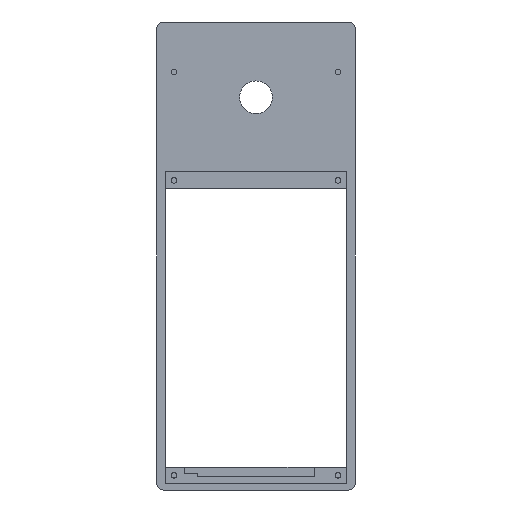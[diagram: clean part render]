
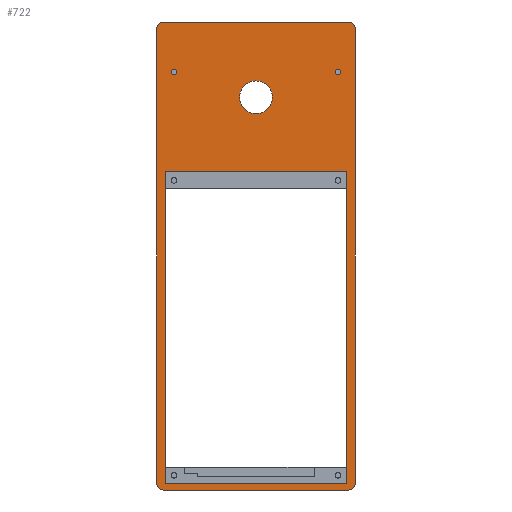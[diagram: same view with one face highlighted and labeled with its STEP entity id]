
A CAD part, front view. The second image highlights one B-rep face of the part: STEP entity #722.
In plain terms, the highlighted planar face has unit normal (0, -1, 0).
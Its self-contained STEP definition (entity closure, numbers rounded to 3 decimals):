
#36=FACE_BOUND('',#147,.T.);
#37=FACE_BOUND('',#148,.T.);
#38=FACE_BOUND('',#149,.T.);
#39=FACE_BOUND('',#150,.T.);
#46=CIRCLE('',#767,0.875);
#48=CIRCLE('',#771,0.875);
#62=CIRCLE('',#793,2.);
#63=CIRCLE('',#797,2.);
#64=CIRCLE('',#799,2.);
#65=CIRCLE('',#801,2.);
#66=CIRCLE('',#804,5.);
#99=FACE_OUTER_BOUND('',#146,.T.);
#146=EDGE_LOOP('',(#577,#578,#579,#580,#581,#582,#583,#584));
#147=EDGE_LOOP('',(#585));
#148=EDGE_LOOP('',(#586));
#149=EDGE_LOOP('',(#587,#588,#589,#590));
#150=EDGE_LOOP('',(#591));
#217=LINE('',#1187,#286);
#218=LINE('',#1189,#287);
#219=LINE('',#1190,#288);
#220=LINE('',#1191,#289);
#221=LINE('',#1194,#290);
#222=LINE('',#1196,#291);
#223=LINE('',#1198,#292);
#224=LINE('',#1199,#293);
#286=VECTOR('',#970,10.);
#287=VECTOR('',#973,10.);
#288=VECTOR('',#974,10.);
#289=VECTOR('',#975,10.);
#290=VECTOR('',#976,10.);
#291=VECTOR('',#977,10.);
#292=VECTOR('',#978,10.);
#293=VECTOR('',#979,10.);
#332=VERTEX_POINT('',#1109);
#334=VERTEX_POINT('',#1116);
#348=VERTEX_POINT('',#1157);
#349=VERTEX_POINT('',#1158);
#350=VERTEX_POINT('',#1169);
#351=VERTEX_POINT('',#1170);
#352=VERTEX_POINT('',#1175);
#353=VERTEX_POINT('',#1176);
#354=VERTEX_POINT('',#1181);
#355=VERTEX_POINT('',#1182);
#356=VERTEX_POINT('',#1192);
#357=VERTEX_POINT('',#1193);
#358=VERTEX_POINT('',#1195);
#359=VERTEX_POINT('',#1197);
#360=VERTEX_POINT('',#1200);
#401=EDGE_CURVE('',#332,#332,#46,.T.);
#404=EDGE_CURVE('',#334,#334,#48,.T.);
#423=EDGE_CURVE('',#348,#349,#62,.T.);
#430=EDGE_CURVE('',#350,#351,#63,.T.);
#433=EDGE_CURVE('',#352,#353,#64,.T.);
#436=EDGE_CURVE('',#354,#355,#65,.T.);
#439=EDGE_CURVE('',#348,#351,#217,.T.);
#440=EDGE_CURVE('',#355,#350,#218,.T.);
#441=EDGE_CURVE('',#354,#353,#219,.T.);
#442=EDGE_CURVE('',#349,#352,#220,.T.);
#443=EDGE_CURVE('',#356,#357,#221,.F.);
#444=EDGE_CURVE('',#357,#358,#222,.F.);
#445=EDGE_CURVE('',#358,#359,#223,.F.);
#446=EDGE_CURVE('',#359,#356,#224,.T.);
#447=EDGE_CURVE('',#360,#360,#66,.T.);
#577=ORIENTED_EDGE('',*,*,#423,.F.);
#578=ORIENTED_EDGE('',*,*,#439,.T.);
#579=ORIENTED_EDGE('',*,*,#430,.F.);
#580=ORIENTED_EDGE('',*,*,#440,.F.);
#581=ORIENTED_EDGE('',*,*,#436,.F.);
#582=ORIENTED_EDGE('',*,*,#441,.T.);
#583=ORIENTED_EDGE('',*,*,#433,.F.);
#584=ORIENTED_EDGE('',*,*,#442,.F.);
#585=ORIENTED_EDGE('',*,*,#401,.T.);
#586=ORIENTED_EDGE('',*,*,#404,.T.);
#587=ORIENTED_EDGE('',*,*,#443,.T.);
#588=ORIENTED_EDGE('',*,*,#444,.T.);
#589=ORIENTED_EDGE('',*,*,#445,.T.);
#590=ORIENTED_EDGE('',*,*,#446,.T.);
#591=ORIENTED_EDGE('',*,*,#447,.T.);
#682=PLANE('',#803);
#722=ADVANCED_FACE('',(#99,#36,#37,#38,#39),#682,.F.);
#767=AXIS2_PLACEMENT_3D('',#1110,#880,#881);
#771=AXIS2_PLACEMENT_3D('',#1117,#889,#890);
#793=AXIS2_PLACEMENT_3D('',#1159,#938,#939);
#797=AXIS2_PLACEMENT_3D('',#1171,#952,#953);
#799=AXIS2_PLACEMENT_3D('',#1177,#958,#959);
#801=AXIS2_PLACEMENT_3D('',#1183,#964,#965);
#803=AXIS2_PLACEMENT_3D('',#1188,#971,#972);
#804=AXIS2_PLACEMENT_3D('',#1201,#980,#981);
#880=DIRECTION('center_axis',(0.,1.,0.));
#881=DIRECTION('ref_axis',(1.,0.,0.));
#889=DIRECTION('center_axis',(0.,1.,0.));
#890=DIRECTION('ref_axis',(1.,0.,0.));
#938=DIRECTION('center_axis',(0.,1.,0.));
#939=DIRECTION('ref_axis',(0.707,0.,0.707));
#952=DIRECTION('center_axis',(0.,1.,0.));
#953=DIRECTION('ref_axis',(-0.707,0.,0.707));
#958=DIRECTION('center_axis',(0.,1.,0.));
#959=DIRECTION('ref_axis',(0.707,0.,-0.707));
#964=DIRECTION('center_axis',(0.,1.,0.));
#965=DIRECTION('ref_axis',(-0.707,0.,-0.707));
#970=DIRECTION('',(-1.,0.,0.));
#971=DIRECTION('center_axis',(0.,1.,0.));
#972=DIRECTION('ref_axis',(1.,0.,0.));
#973=DIRECTION('',(0.,0.,1.));
#974=DIRECTION('',(1.,0.,0.));
#975=DIRECTION('',(0.,0.,-1.));
#976=DIRECTION('',(0.,0.,-1.));
#977=DIRECTION('',(-1.,0.,0.));
#978=DIRECTION('',(0.,0.,1.));
#979=DIRECTION('',(-1.,0.,0.));
#980=DIRECTION('center_axis',(0.,1.,0.));
#981=DIRECTION('ref_axis',(1.,0.,0.));
#1109=CARTESIAN_POINT('',(24.175,0.,56.25));
#1110=CARTESIAN_POINT('Origin',(25.05,0.,56.25));
#1116=CARTESIAN_POINT('',(-25.925,0.,56.25));
#1117=CARTESIAN_POINT('Origin',(-25.05,0.,56.25));
#1157=CARTESIAN_POINT('',(28.3,0.,71.5));
#1158=CARTESIAN_POINT('',(30.3,0.,69.5));
#1159=CARTESIAN_POINT('Origin',(28.3,0.,69.5));
#1169=CARTESIAN_POINT('',(-30.3,0.,69.5));
#1170=CARTESIAN_POINT('',(-28.3,0.,71.5));
#1171=CARTESIAN_POINT('Origin',(-28.3,0.,69.5));
#1175=CARTESIAN_POINT('',(30.3,0.,-69.5));
#1176=CARTESIAN_POINT('',(28.3,0.,-71.5));
#1177=CARTESIAN_POINT('Origin',(28.3,0.,-69.5));
#1181=CARTESIAN_POINT('',(-28.3,0.,-71.5));
#1182=CARTESIAN_POINT('',(-30.3,0.,-69.5));
#1183=CARTESIAN_POINT('Origin',(-28.3,0.,-69.5));
#1187=CARTESIAN_POINT('',(-30.,0.,71.5));
#1188=CARTESIAN_POINT('Origin',(0.,0.,0.));
#1189=CARTESIAN_POINT('',(-30.3,0.,71.5));
#1190=CARTESIAN_POINT('',(30.,0.,-71.5));
#1191=CARTESIAN_POINT('',(30.3,0.,-71.5));
#1192=CARTESIAN_POINT('',(-27.8,0.,-69.5));
#1193=CARTESIAN_POINT('',(-27.8,0.,25.7));
#1194=CARTESIAN_POINT('',(-27.8,0.,-32.25));
#1195=CARTESIAN_POINT('',(27.8,0.,25.7));
#1196=CARTESIAN_POINT('',(13.875,0.,25.7));
#1197=CARTESIAN_POINT('',(27.8,0.,-69.5));
#1198=CARTESIAN_POINT('',(27.8,0.,10.25));
#1199=CARTESIAN_POINT('',(-13.875,0.,-69.5));
#1200=CARTESIAN_POINT('',(-5.,0.,48.5));
#1201=CARTESIAN_POINT('Origin',(0.,0.,48.5));
